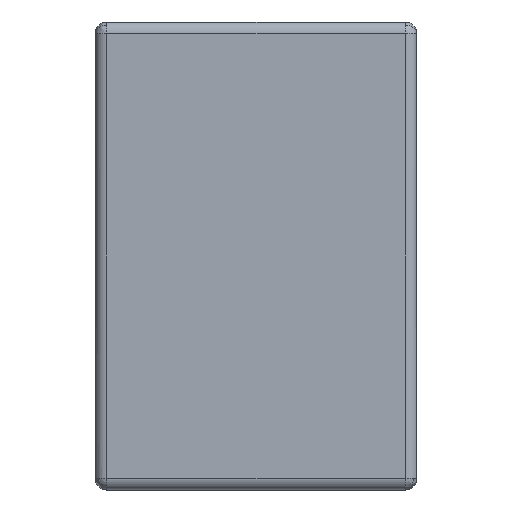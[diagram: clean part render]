
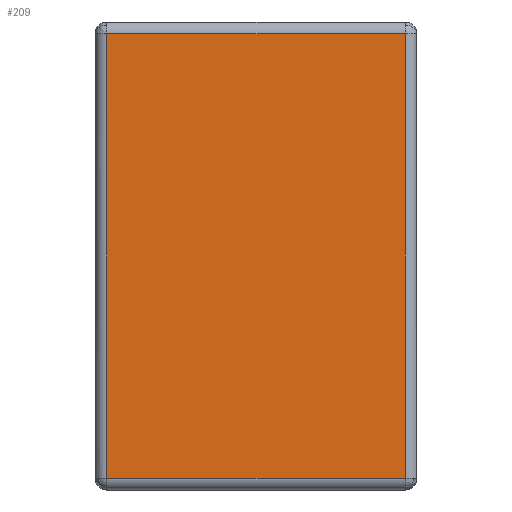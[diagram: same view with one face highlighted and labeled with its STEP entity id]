
A CAD part, left-side view. The second image highlights one B-rep face of the part: STEP entity #209.
In plain terms, the highlighted planar face has unit normal (-1, 0, 0).
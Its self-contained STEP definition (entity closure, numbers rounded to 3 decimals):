
#3 = VECTOR ( 'NONE', #1383, 1000. ) ;
#23 = CARTESIAN_POINT ( 'NONE',  ( -0.8, -0.205, 0.38 ) ) ;
#123 = EDGE_CURVE ( 'NONE', #947, #446, #407, .T. ) ;
#130 = ORIENTED_EDGE ( 'NONE', *, *, #123, .F. ) ;
#151 = LINE ( 'NONE', #1265, #400 ) ;
#157 = FACE_OUTER_BOUND ( 'NONE', #474, .T. ) ;
#173 = DIRECTION ( 'NONE',  ( 0., 0., -1. ) ) ;
#209 = ADVANCED_FACE ( 'NONE', ( #157 ), #1316, .T. ) ;
#228 = EDGE_CURVE ( 'NONE', #446, #1366, #1290, .T. ) ;
#276 = ORIENTED_EDGE ( 'NONE', *, *, #1120, .T. ) ;
#327 = LINE ( 'NONE', #759, #1221 ) ;
#380 = DIRECTION ( 'NONE',  ( 0., 0., 1. ) ) ;
#400 = VECTOR ( 'NONE', #599, 1000. ) ;
#407 = LINE ( 'NONE', #1479, #546 ) ;
#422 = CARTESIAN_POINT ( 'NONE',  ( -0.8, 0.305, 0.38 ) ) ;
#437 = CARTESIAN_POINT ( 'NONE',  ( -0.8, 0.305, -0.38 ) ) ;
#446 = VERTEX_POINT ( 'NONE', #724 ) ;
#474 = EDGE_LOOP ( 'NONE', ( #572, #276, #749, #130 ) ) ;
#546 = VECTOR ( 'NONE', #173, 1000. ) ;
#572 = ORIENTED_EDGE ( 'NONE', *, *, #737, .F. ) ;
#599 = DIRECTION ( 'NONE',  ( 0., 0., -1. ) ) ;
#608 = DIRECTION ( 'NONE',  ( -1., 0., 0. ) ) ;
#724 = CARTESIAN_POINT ( 'NONE',  ( -0.8, -0.205, -0.38 ) ) ;
#737 = EDGE_CURVE ( 'NONE', #739, #947, #327, .T. ) ;
#739 = VERTEX_POINT ( 'NONE', #422 ) ;
#749 = ORIENTED_EDGE ( 'NONE', *, *, #228, .F. ) ;
#759 = CARTESIAN_POINT ( 'NONE',  ( -0.8, -0.812, 0.38 ) ) ;
#825 = AXIS2_PLACEMENT_3D ( 'NONE', #1068, #608, #380 ) ;
#947 = VERTEX_POINT ( 'NONE', #23 ) ;
#1068 = CARTESIAN_POINT ( 'NONE',  ( -0.8, -0.215, -0.39 ) ) ;
#1113 = CARTESIAN_POINT ( 'NONE',  ( -0.8, 0.812, -0.38 ) ) ;
#1120 = EDGE_CURVE ( 'NONE', #739, #1366, #151, .T. ) ;
#1221 = VECTOR ( 'NONE', #1485, 1000. ) ;
#1265 = CARTESIAN_POINT ( 'NONE',  ( -0.8, 0.305, -1.443 ) ) ;
#1290 = LINE ( 'NONE', #1113, #3 ) ;
#1316 = PLANE ( 'NONE',  #825 ) ;
#1366 = VERTEX_POINT ( 'NONE', #437 ) ;
#1383 = DIRECTION ( 'NONE',  ( 0., 1., 0. ) ) ;
#1479 = CARTESIAN_POINT ( 'NONE',  ( -0.8, -0.205, -1.443 ) ) ;
#1485 = DIRECTION ( 'NONE',  ( 0., -1., 0. ) ) ;
